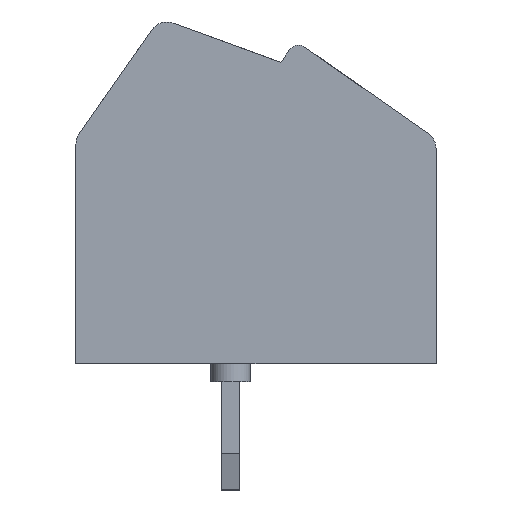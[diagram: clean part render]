
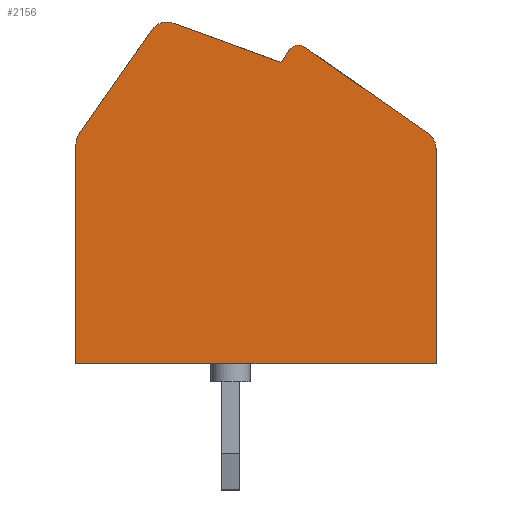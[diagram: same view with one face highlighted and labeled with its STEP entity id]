
A CAD part, left-side view. The second image highlights one B-rep face of the part: STEP entity #2156.
In plain terms, the highlighted planar face has unit normal (-1, 0, 0).
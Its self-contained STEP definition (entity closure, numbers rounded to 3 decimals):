
#123=CIRCLE('',#2314,0.5);
#127=CIRCLE('',#2320,0.5);
#130=CIRCLE('',#2351,0.5);
#131=CIRCLE('',#2352,0.3);
#237=FACE_OUTER_BOUND('',#386,.T.);
#386=EDGE_LOOP('',(#1795,#1796,#1797,#1798,#1799,#1800,#1801,#1802,#1803,
#1804,#1805));
#563=LINE('',#3367,#795);
#567=LINE('',#3388,#799);
#570=LINE('',#3402,#802);
#618=LINE('',#3521,#850);
#619=LINE('',#3523,#851);
#620=LINE('',#3527,#852);
#621=LINE('',#3530,#853);
#795=VECTOR('',#2743,3.188);
#799=VECTOR('',#2765,3.529);
#802=VECTOR('',#2780,6.109);
#850=VECTOR('',#2886,10.);
#851=VECTOR('',#2887,5.988);
#852=VECTOR('',#2890,4.192);
#853=VECTOR('',#2893,0.426);
#1003=VERTEX_POINT('',#3364);
#1004=VERTEX_POINT('',#3366);
#1011=VERTEX_POINT('',#3382);
#1012=VERTEX_POINT('',#3386);
#1016=VERTEX_POINT('',#3396);
#1017=VERTEX_POINT('',#3400);
#1059=VERTEX_POINT('',#3520);
#1060=VERTEX_POINT('',#3522);
#1061=VERTEX_POINT('',#3524);
#1062=VERTEX_POINT('',#3526);
#1063=VERTEX_POINT('',#3528);
#1245=EDGE_CURVE('',#1004,#1003,#563,.T.);
#1254=EDGE_CURVE('',#1011,#1003,#123,.T.);
#1256=EDGE_CURVE('',#1011,#1012,#567,.T.);
#1261=EDGE_CURVE('',#1016,#1012,#127,.T.);
#1263=EDGE_CURVE('',#1016,#1017,#570,.T.);
#1319=EDGE_CURVE('',#1017,#1059,#618,.T.);
#1320=EDGE_CURVE('',#1059,#1060,#619,.T.);
#1321=EDGE_CURVE('',#1061,#1060,#130,.T.);
#1322=EDGE_CURVE('',#1061,#1062,#620,.T.);
#1323=EDGE_CURVE('',#1063,#1062,#131,.T.);
#1324=EDGE_CURVE('',#1063,#1004,#621,.T.);
#1795=ORIENTED_EDGE('',*,*,#1261,.F.);
#1796=ORIENTED_EDGE('',*,*,#1263,.T.);
#1797=ORIENTED_EDGE('',*,*,#1319,.T.);
#1798=ORIENTED_EDGE('',*,*,#1320,.T.);
#1799=ORIENTED_EDGE('',*,*,#1321,.F.);
#1800=ORIENTED_EDGE('',*,*,#1322,.T.);
#1801=ORIENTED_EDGE('',*,*,#1323,.F.);
#1802=ORIENTED_EDGE('',*,*,#1324,.T.);
#1803=ORIENTED_EDGE('',*,*,#1245,.T.);
#1804=ORIENTED_EDGE('',*,*,#1254,.F.);
#1805=ORIENTED_EDGE('',*,*,#1256,.T.);
#2029=PLANE('',#2350);
#2156=ADVANCED_FACE('',(#237),#2029,.F.);
#2314=AXIS2_PLACEMENT_3D('',#3384,#2760,#2761);
#2320=AXIS2_PLACEMENT_3D('',#3398,#2775,#2776);
#2350=AXIS2_PLACEMENT_3D('',#3519,#2884,#2885);
#2351=AXIS2_PLACEMENT_3D('',#3525,#2888,#2889);
#2352=AXIS2_PLACEMENT_3D('',#3529,#2891,#2892);
#2743=DIRECTION('',(0.,0.94,0.342));
#2760=DIRECTION('center_axis',(1.,0.,0.));
#2761=DIRECTION('ref_axis',(0.,1.,0.));
#2765=DIRECTION('',(0.,0.574,-0.819));
#2775=DIRECTION('center_axis',(1.,0.,0.));
#2776=DIRECTION('ref_axis',(0.,1.,0.));
#2780=DIRECTION('',(0.,0.,-1.));
#2884=DIRECTION('center_axis',(1.,0.,0.));
#2885=DIRECTION('ref_axis',(0.,1.,0.));
#2886=DIRECTION('',(0.,-1.,0.));
#2887=DIRECTION('',(0.,0.,1.));
#2888=DIRECTION('center_axis',(1.,0.,0.));
#2889=DIRECTION('ref_axis',(0.,1.,0.));
#2890=DIRECTION('',(0.,0.819,0.574));
#2891=DIRECTION('center_axis',(1.,0.,0.));
#2892=DIRECTION('ref_axis',(0.,1.,0.));
#2893=DIRECTION('',(0.,0.574,-0.819));
#3364=CARTESIAN_POINT('',(-5.5,1.605,9.47));
#3366=CARTESIAN_POINT('',(-5.5,-1.391,8.379));
#3367=CARTESIAN_POINT('',(-5.5,29.345,19.566));
#3382=CARTESIAN_POINT('',(-5.5,2.186,9.287));
#3384=CARTESIAN_POINT('Origin',(-5.5,1.776,9.));
#3386=CARTESIAN_POINT('',(-5.5,4.21,6.396));
#3388=CARTESIAN_POINT('',(-5.5,18.396,-13.864));
#3396=CARTESIAN_POINT('',(-5.5,4.3,6.109));
#3398=CARTESIAN_POINT('Origin',(-5.5,3.8,6.109));
#3400=CARTESIAN_POINT('',(-5.5,4.3,0.));
#3402=CARTESIAN_POINT('',(-5.5,4.3,-13.864));
#3519=CARTESIAN_POINT('Origin',(-5.5,29.345,-13.864));
#3520=CARTESIAN_POINT('',(-5.5,-5.7,0.));
#3521=CARTESIAN_POINT('',(-5.5,29.345,0.));
#3522=CARTESIAN_POINT('',(-5.5,-5.7,5.988));
#3523=CARTESIAN_POINT('',(-5.5,-5.7,-13.864));
#3524=CARTESIAN_POINT('',(-5.5,-5.487,6.397));
#3525=CARTESIAN_POINT('Origin',(-5.5,-5.2,5.988));
#3526=CARTESIAN_POINT('',(-5.5,-2.053,8.802));
#3527=CARTESIAN_POINT('',(-5.5,29.345,30.787));
#3528=CARTESIAN_POINT('',(-5.5,-1.635,8.728));
#3529=CARTESIAN_POINT('Origin',(-5.5,-1.881,8.556));
#3530=CARTESIAN_POINT('',(-5.5,14.184,-13.864));
